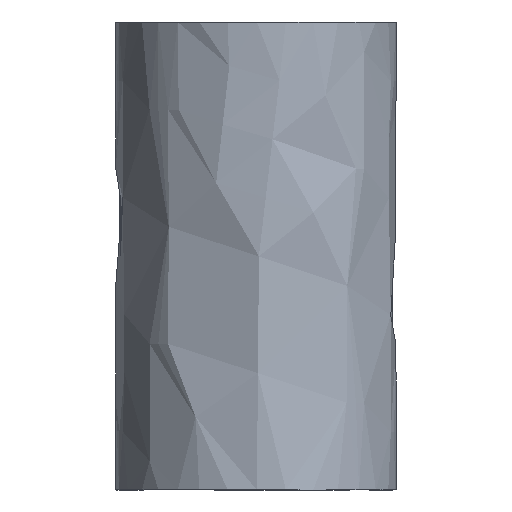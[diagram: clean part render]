
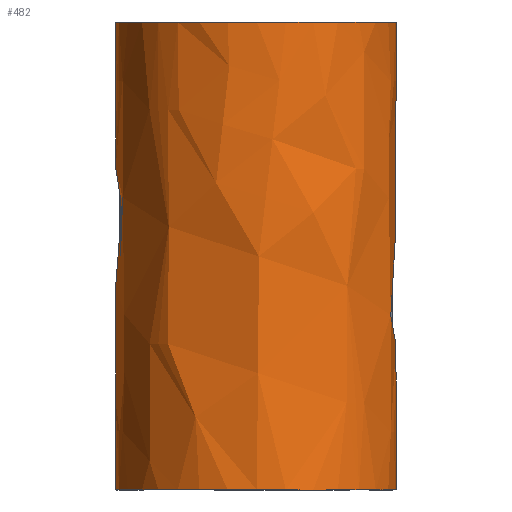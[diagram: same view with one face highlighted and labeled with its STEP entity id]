
A CAD part, left-side view. The second image highlights one B-rep face of the part: STEP entity #482.
In plain terms, the highlighted free-form (B-spline) face has degree [2, 1] with [7, 2] control points.
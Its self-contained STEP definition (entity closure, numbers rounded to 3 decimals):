
#394 = VERTEX_POINT('',#395);
#395 = CARTESIAN_POINT('',(2.836,0.732,0.));
#400 = EDGE_CURVE('',#394,#401,#403,.T.);
#401 = VERTEX_POINT('',#402);
#402 = CARTESIAN_POINT('',(2.929,0.,0.732));
#403 = B_SPLINE_CURVE_WITH_KNOTS('',7,(#404,#405,#406,#407,#408,#409,
    #410,#411,#412,#413,#414,#415,#416,#417),.UNSPECIFIED.,.F.,.F.,(8,6,
    8),(0.,0.622,1.),.UNSPECIFIED.);
#404 = CARTESIAN_POINT('',(2.836,0.732,
    0.));
#405 = CARTESIAN_POINT('',(2.836,0.732,
    0.096));
#406 = CARTESIAN_POINT('',(2.84,0.718,0.192)
  );
#407 = CARTESIAN_POINT('',(2.847,0.688,0.286)
  );
#408 = CARTESIAN_POINT('',(2.858,0.644,0.375)
  );
#409 = CARTESIAN_POINT('',(2.871,0.586,0.458)
  );
#410 = CARTESIAN_POINT('',(2.885,0.515,0.531)
  );
#411 = CARTESIAN_POINT('',(2.905,0.379,0.63)
  );
#412 = CARTESIAN_POINT('',(2.912,0.323,0.662)
  );
#413 = CARTESIAN_POINT('',(2.918,0.263,0.69)
  );
#414 = CARTESIAN_POINT('',(2.924,0.2,0.711));
#415 = CARTESIAN_POINT('',(2.927,0.134,0.725)
  );
#416 = CARTESIAN_POINT('',(2.929,0.067,
    0.732));
#417 = CARTESIAN_POINT('',(2.929,0.,
    0.732));
#419 = EDGE_CURVE('',#401,#420,#422,.T.);
#420 = VERTEX_POINT('',#421);
#421 = CARTESIAN_POINT('',(2.929,0.,-0.732));
#422 = B_SPLINE_CURVE_WITH_KNOTS('',7,(#423,#424,#425,#426,#427,#428,
    #429,#430,#431,#432,#433,#434,#435,#436,#437,#438,#439,#440,#441,
    #442,#443,#444,#445,#446,#447,#448),.UNSPECIFIED.,.F.,.F.,(8,6,6,6,8
    ),(0.,0.269,0.5,0.731,1.),
  .UNSPECIFIED.);
#423 = CARTESIAN_POINT('',(2.929,0.,
    0.732));
#424 = CARTESIAN_POINT('',(2.929,-0.096,
    0.732));
#425 = CARTESIAN_POINT('',(2.925,-0.191,0.718)
  );
#426 = CARTESIAN_POINT('',(2.918,-0.282,0.689)
  );
#427 = CARTESIAN_POINT('',(2.908,-0.367,0.647
    ));
#428 = CARTESIAN_POINT('',(2.897,-0.443,0.595
    ));
#429 = CARTESIAN_POINT('',(2.885,-0.509,0.534
    ));
#430 = CARTESIAN_POINT('',(2.865,-0.612,0.409
    ));
#431 = CARTESIAN_POINT('',(2.856,-0.652,0.347
    ));
#432 = CARTESIAN_POINT('',(2.848,-0.684,0.281)
  );
#433 = CARTESIAN_POINT('',(2.842,-0.708,0.213
    ));
#434 = CARTESIAN_POINT('',(2.838,-0.724,0.142
    ));
#435 = CARTESIAN_POINT('',(2.836,-0.732,
    0.071));
#436 = CARTESIAN_POINT('',(2.836,-0.732,
    -0.071));
#437 = CARTESIAN_POINT('',(2.838,-0.724,
    -0.142));
#438 = CARTESIAN_POINT('',(2.842,-0.708,
    -0.213));
#439 = CARTESIAN_POINT('',(2.848,-0.684,
    -0.281));
#440 = CARTESIAN_POINT('',(2.856,-0.652,
    -0.347));
#441 = CARTESIAN_POINT('',(2.865,-0.612,-0.409
    ));
#442 = CARTESIAN_POINT('',(2.885,-0.509,-0.534
    ));
#443 = CARTESIAN_POINT('',(2.897,-0.443,
    -0.595));
#444 = CARTESIAN_POINT('',(2.908,-0.367,
    -0.647));
#445 = CARTESIAN_POINT('',(2.918,-0.282,
    -0.689));
#446 = CARTESIAN_POINT('',(2.925,-0.191,-0.718
    ));
#447 = CARTESIAN_POINT('',(2.929,-0.096,
    -0.732));
#448 = CARTESIAN_POINT('',(2.929,0.,
    -0.732));
#450 = EDGE_CURVE('',#420,#394,#451,.T.);
#451 = B_SPLINE_CURVE_WITH_KNOTS('',7,(#452,#453,#454,#455,#456,#457,
    #458,#459,#460,#461,#462,#463,#464,#465),.UNSPECIFIED.,.F.,.F.,(8,6,
    8),(0.,0.378,1.),.UNSPECIFIED.);
#452 = CARTESIAN_POINT('',(2.929,0.,
    -0.732));
#453 = CARTESIAN_POINT('',(2.929,0.067,
    -0.732));
#454 = CARTESIAN_POINT('',(2.927,0.134,-0.725)
  );
#455 = CARTESIAN_POINT('',(2.924,0.2,-0.711
    ));
#456 = CARTESIAN_POINT('',(2.918,0.263,-0.69
    ));
#457 = CARTESIAN_POINT('',(2.912,0.323,-0.662)
  );
#458 = CARTESIAN_POINT('',(2.905,0.379,-0.63
    ));
#459 = CARTESIAN_POINT('',(2.885,0.515,-0.531
    ));
#460 = CARTESIAN_POINT('',(2.871,0.586,-0.458
    ));
#461 = CARTESIAN_POINT('',(2.858,0.644,-0.375
    ));
#462 = CARTESIAN_POINT('',(2.847,0.688,-0.286
    ));
#463 = CARTESIAN_POINT('',(2.84,0.718,-0.192
    ));
#464 = CARTESIAN_POINT('',(2.836,0.732,
    -0.096));
#465 = CARTESIAN_POINT('',(2.836,0.732,
    0.));
#482 = ADVANCED_FACE('',(#483),#524,.T.);
#483 = FACE_BOUND('',#484,.T.);
#484 = EDGE_LOOP('',(#485,#492,#493,#500,#510,#511,#512,#513,#514));
#485 = ORIENTED_EDGE('',*,*,#486,.T.);
#486 = EDGE_CURVE('',#487,#420,#489,.T.);
#487 = VERTEX_POINT('',#488);
#488 = CARTESIAN_POINT('',(2.929,0.,-4.882));
#489 = B_SPLINE_CURVE_WITH_KNOTS('',1,(#490,#491),.UNSPECIFIED.,.F.,.F.,
  (2,2),(0.,4.25),.PIECEWISE_BEZIER_KNOTS.);
#490 = CARTESIAN_POINT('',(2.929,0.,-4.882));
#491 = CARTESIAN_POINT('',(2.929,0.,-0.732));
#492 = ORIENTED_EDGE('',*,*,#419,.F.);
#493 = ORIENTED_EDGE('',*,*,#494,.T.);
#494 = EDGE_CURVE('',#401,#495,#497,.T.);
#495 = VERTEX_POINT('',#496);
#496 = CARTESIAN_POINT('',(2.929,0.,4.882));
#497 = B_SPLINE_CURVE_WITH_KNOTS('',1,(#498,#499),.UNSPECIFIED.,.F.,.F.,
  (2,2),(5.75,10.),.PIECEWISE_BEZIER_KNOTS.);
#498 = CARTESIAN_POINT('',(2.929,0.,0.732));
#499 = CARTESIAN_POINT('',(2.929,0.,4.882));
#500 = ORIENTED_EDGE('',*,*,#501,.F.);
#501 = EDGE_CURVE('',#495,#495,#502,.T.);
#502 = ( BOUNDED_CURVE() B_SPLINE_CURVE(2,(#503,#504,#505,#506,#507,#508
,#509),.UNSPECIFIED.,.T.,.F.) B_SPLINE_CURVE_WITH_KNOTS((1,2,2,2,2,1),(
    -2.094,0.,2.094,4.189,6.283,
8.378),.UNSPECIFIED.) CURVE() GEOMETRIC_REPRESENTATION_ITEM() 
RATIONAL_B_SPLINE_CURVE((1.,0.5,1.,0.5,1.,0.5,1.)) REPRESENTATION_ITEM(
  '') );
#503 = CARTESIAN_POINT('',(2.929,0.,4.882));
#504 = CARTESIAN_POINT('',(2.929,5.073,4.882)
  );
#505 = CARTESIAN_POINT('',(-1.465,2.537,4.882
    ));
#506 = CARTESIAN_POINT('',(-5.858,0.,
    4.882));
#507 = CARTESIAN_POINT('',(-1.465,-2.537,
    4.882));
#508 = CARTESIAN_POINT('',(2.929,-5.073,4.882
    ));
#509 = CARTESIAN_POINT('',(2.929,0.,4.882));
#510 = ORIENTED_EDGE('',*,*,#494,.F.);
#511 = ORIENTED_EDGE('',*,*,#400,.F.);
#512 = ORIENTED_EDGE('',*,*,#450,.F.);
#513 = ORIENTED_EDGE('',*,*,#486,.F.);
#514 = ORIENTED_EDGE('',*,*,#515,.T.);
#515 = EDGE_CURVE('',#487,#487,#516,.T.);
#516 = ( BOUNDED_CURVE() B_SPLINE_CURVE(2,(#517,#518,#519,#520,#521,#522
,#523),.UNSPECIFIED.,.T.,.F.) B_SPLINE_CURVE_WITH_KNOTS((1,2,2,2,2,1),(
    -2.094,0.,2.094,4.189,6.283,
8.378),.UNSPECIFIED.) CURVE() GEOMETRIC_REPRESENTATION_ITEM() 
RATIONAL_B_SPLINE_CURVE((1.,0.5,1.,0.5,1.,0.5,1.)) REPRESENTATION_ITEM(
  '') );
#517 = CARTESIAN_POINT('',(2.929,0.,-4.882));
#518 = CARTESIAN_POINT('',(2.929,5.073,-4.882
    ));
#519 = CARTESIAN_POINT('',(-1.465,2.537,
    -4.882));
#520 = CARTESIAN_POINT('',(-5.858,0.,
    -4.882));
#521 = CARTESIAN_POINT('',(-1.465,-2.537,
    -4.882));
#522 = CARTESIAN_POINT('',(2.929,-5.073,
    -4.882));
#523 = CARTESIAN_POINT('',(2.929,0.,-4.882));
#524 = ( BOUNDED_SURFACE() B_SPLINE_SURFACE(2,1,(
    (#525,#526)
    ,(#527,#528)
    ,(#529,#530)
    ,(#531,#532)
    ,(#533,#534)
    ,(#535,#536)
,(#537,#538
    )),.UNSPECIFIED.,.T.,.F.,.F.) B_SPLINE_SURFACE_WITH_KNOTS((1,2,2,2,2
    ,1),(2,2),(-2.094,0.,2.094,4.189,
    6.283,8.378),(-10.,0.),.UNSPECIFIED.) 
GEOMETRIC_REPRESENTATION_ITEM() RATIONAL_B_SPLINE_SURFACE((
    (1.,1.)
    ,(0.5,0.5)
    ,(1.,1.)
    ,(0.5,0.5)
    ,(1.,1.)
    ,(0.5,0.5)
,(1.,1.))) REPRESENTATION_ITEM('') SURFACE() );
#525 = CARTESIAN_POINT('',(2.929,0.,4.882));
#526 = CARTESIAN_POINT('',(2.929,0.,-4.882));
#527 = CARTESIAN_POINT('',(2.929,-5.073,4.882
    ));
#528 = CARTESIAN_POINT('',(2.929,-5.073,
    -4.882));
#529 = CARTESIAN_POINT('',(-1.465,-2.537,
    4.882));
#530 = CARTESIAN_POINT('',(-1.465,-2.537,
    -4.882));
#531 = CARTESIAN_POINT('',(-5.858,0.,
    4.882));
#532 = CARTESIAN_POINT('',(-5.858,0.,
    -4.882));
#533 = CARTESIAN_POINT('',(-1.465,2.537,4.882
    ));
#534 = CARTESIAN_POINT('',(-1.465,2.537,
    -4.882));
#535 = CARTESIAN_POINT('',(2.929,5.073,4.882)
  );
#536 = CARTESIAN_POINT('',(2.929,5.073,-4.882
    ));
#537 = CARTESIAN_POINT('',(2.929,0.,4.882));
#538 = CARTESIAN_POINT('',(2.929,0.,-4.882));
